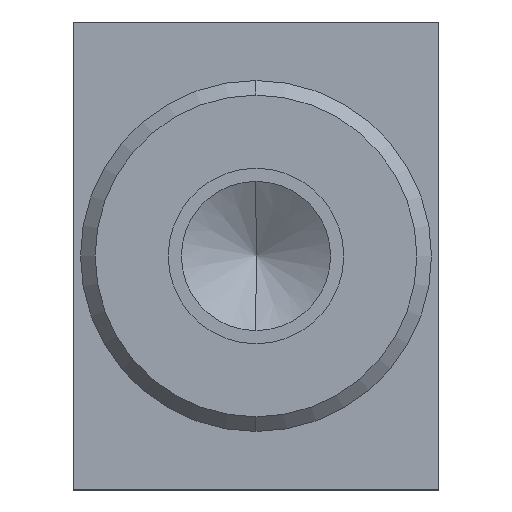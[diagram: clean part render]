
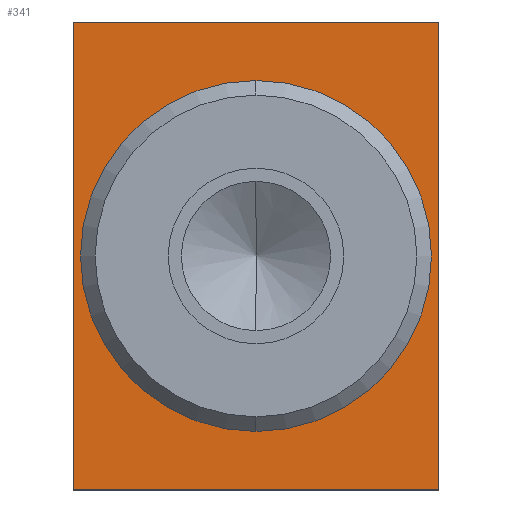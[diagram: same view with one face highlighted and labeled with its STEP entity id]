
A CAD part, left-side view. The second image highlights one B-rep face of the part: STEP entity #341.
In plain terms, the highlighted planar face has unit normal (-1, 0, 0).
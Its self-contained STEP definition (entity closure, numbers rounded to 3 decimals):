
#76 = EDGE_LOOP ( 'NONE', ( #438, #464 ) ) ;
#112 = DIRECTION ( 'NONE',  ( 0., -1., 0. ) ) ;
#113 = CARTESIAN_POINT ( 'NONE',  ( -22., 12.5, -16. ) ) ;
#114 = EDGE_LOOP ( 'NONE', ( #441, #487, #468, #481 ) ) ;
#116 = LINE ( 'NONE', #113, #592 ) ;
#128 = DIRECTION ( 'NONE',  ( 0., 0., -1. ) ) ;
#129 = DIRECTION ( 'NONE',  ( 1., 0., 0. ) ) ;
#134 = CARTESIAN_POINT ( 'NONE',  ( -22., 12.5, -16. ) ) ;
#139 = PLANE ( 'NONE',  #577 ) ;
#203 = DIRECTION ( 'NONE',  ( 0., -1., 0. ) ) ;
#204 = CARTESIAN_POINT ( 'NONE',  ( -22., 12.5, 16. ) ) ;
#206 = LINE ( 'NONE', #204, #571 ) ;
#316 = CIRCLE ( 'NONE', #588, 12. ) ;
#318 = CIRCLE ( 'NONE', #534, 12. ) ;
#341 = ADVANCED_FACE ( 'NONE', ( #593, #574 ), #139, .F. ) ;
#355 = EDGE_CURVE ( 'NONE', #478, #440, #206, .T. ) ;
#375 = EDGE_CURVE ( 'NONE', #472, #455, #116, .T. ) ;
#395 = EDGE_CURVE ( 'NONE', #472, #478, #695, .T. ) ;
#408 = EDGE_CURVE ( 'NONE', #479, #427, #318, .T. ) ;
#411 = EDGE_CURVE ( 'NONE', #427, #479, #316, .T. ) ;
#417 = EDGE_CURVE ( 'NONE', #455, #440, #705, .T. ) ;
#427 = VERTEX_POINT ( 'NONE', #744 ) ;
#438 = ORIENTED_EDGE ( 'NONE', *, *, #408, .T. ) ;
#440 = VERTEX_POINT ( 'NONE', #796 ) ;
#441 = ORIENTED_EDGE ( 'NONE', *, *, #417, .T. ) ;
#455 = VERTEX_POINT ( 'NONE', #720 ) ;
#464 = ORIENTED_EDGE ( 'NONE', *, *, #411, .T. ) ;
#468 = ORIENTED_EDGE ( 'NONE', *, *, #395, .F. ) ;
#472 = VERTEX_POINT ( 'NONE', #727 ) ;
#478 = VERTEX_POINT ( 'NONE', #807 ) ;
#479 = VERTEX_POINT ( 'NONE', #825 ) ;
#481 = ORIENTED_EDGE ( 'NONE', *, *, #375, .T. ) ;
#487 = ORIENTED_EDGE ( 'NONE', *, *, #355, .F. ) ;
#513 = VECTOR ( 'NONE', #779, 1000. ) ;
#521 = VECTOR ( 'NONE', #722, 1000. ) ;
#534 = AXIS2_PLACEMENT_3D ( 'NONE', #683, #750, #689 ) ;
#571 = VECTOR ( 'NONE', #203, 1000. ) ;
#574 = FACE_OUTER_BOUND ( 'NONE', #114, .T. ) ;
#577 = AXIS2_PLACEMENT_3D ( 'NONE', #134, #129, #128 ) ;
#588 = AXIS2_PLACEMENT_3D ( 'NONE', #748, #777, #826 ) ;
#592 = VECTOR ( 'NONE', #112, 1000. ) ;
#593 = FACE_BOUND ( 'NONE', #76, .T. ) ;
#683 = CARTESIAN_POINT ( 'NONE',  ( -22., 0., 0. ) ) ;
#689 = DIRECTION ( 'NONE',  ( 0., 0., -1. ) ) ;
#695 = LINE ( 'NONE', #790, #521 ) ;
#705 = LINE ( 'NONE', #787, #513 ) ;
#720 = CARTESIAN_POINT ( 'NONE',  ( -22., -12.5, -16. ) ) ;
#722 = DIRECTION ( 'NONE',  ( 0., 0., 1. ) ) ;
#727 = CARTESIAN_POINT ( 'NONE',  ( -22., 12.5, -16. ) ) ;
#744 = CARTESIAN_POINT ( 'NONE',  ( -22., 0., 12. ) ) ;
#748 = CARTESIAN_POINT ( 'NONE',  ( -22., 0., 0. ) ) ;
#750 = DIRECTION ( 'NONE',  ( 1., 0., 0. ) ) ;
#777 = DIRECTION ( 'NONE',  ( 1., 0., 0. ) ) ;
#779 = DIRECTION ( 'NONE',  ( 0., 0., 1. ) ) ;
#787 = CARTESIAN_POINT ( 'NONE',  ( -22., -12.5, -16. ) ) ;
#790 = CARTESIAN_POINT ( 'NONE',  ( -22., 12.5, -16. ) ) ;
#796 = CARTESIAN_POINT ( 'NONE',  ( -22., -12.5, 16. ) ) ;
#807 = CARTESIAN_POINT ( 'NONE',  ( -22., 12.5, 16. ) ) ;
#825 = CARTESIAN_POINT ( 'NONE',  ( -22., 0., -12. ) ) ;
#826 = DIRECTION ( 'NONE',  ( 0., 0., -1. ) ) ;
